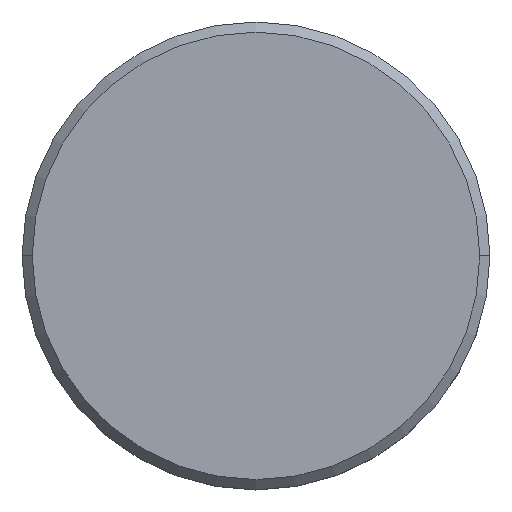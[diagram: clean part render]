
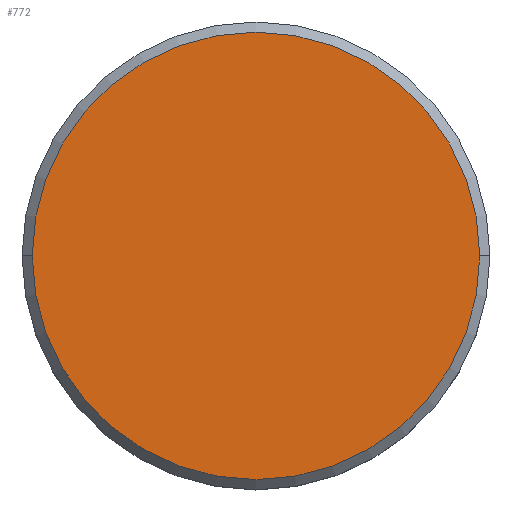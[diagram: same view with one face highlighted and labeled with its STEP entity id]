
A CAD part, top view. The second image highlights one B-rep face of the part: STEP entity #772.
In plain terms, the highlighted planar face has unit normal (0, 0, 1).
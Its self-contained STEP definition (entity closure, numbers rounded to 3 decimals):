
#8 = ORIENTED_EDGE ( 'NONE', *, *, #141, .T. ) ;
#130 = VERTEX_POINT ( 'NONE', #284 ) ;
#141 = EDGE_CURVE ( 'NONE', #513, #130, #226, .T. ) ;
#182 = AXIS2_PLACEMENT_3D ( 'NONE', #688, #969, #961 ) ;
#226 = CIRCLE ( 'NONE', #820, 11. ) ;
#279 = CARTESIAN_POINT ( 'NONE',  ( 0., 0., 0. ) ) ;
#284 = CARTESIAN_POINT ( 'NONE',  ( 11., 0., 0. ) ) ;
#307 = CARTESIAN_POINT ( 'NONE',  ( 0., 0., 0. ) ) ;
#374 = CARTESIAN_POINT ( 'NONE',  ( -11., 0., 0. ) ) ;
#383 = DIRECTION ( 'NONE',  ( 1., 0., 0. ) ) ;
#424 = AXIS2_PLACEMENT_3D ( 'NONE', #307, #847, #673 ) ;
#513 = VERTEX_POINT ( 'NONE', #374 ) ;
#558 = DIRECTION ( 'NONE',  ( 0., 0., 1. ) ) ;
#673 = DIRECTION ( 'NONE',  ( 1., 0., 0. ) ) ;
#688 = CARTESIAN_POINT ( 'NONE',  ( 0., 0., 0. ) ) ;
#772 = ADVANCED_FACE ( 'NONE', ( #945 ), #1111, .T. ) ;
#820 = AXIS2_PLACEMENT_3D ( 'NONE', #279, #558, #383 ) ;
#843 = CIRCLE ( 'NONE', #182, 11. ) ;
#847 = DIRECTION ( 'NONE',  ( 0., 0., 1. ) ) ;
#892 = ORIENTED_EDGE ( 'NONE', *, *, #914, .T. ) ;
#903 = EDGE_LOOP ( 'NONE', ( #8, #892 ) ) ;
#914 = EDGE_CURVE ( 'NONE', #130, #513, #843, .T. ) ;
#945 = FACE_OUTER_BOUND ( 'NONE', #903, .T. ) ;
#961 = DIRECTION ( 'NONE',  ( 1., 0., 0. ) ) ;
#969 = DIRECTION ( 'NONE',  ( 0., 0., 1. ) ) ;
#1111 = PLANE ( 'NONE',  #424 ) ;
